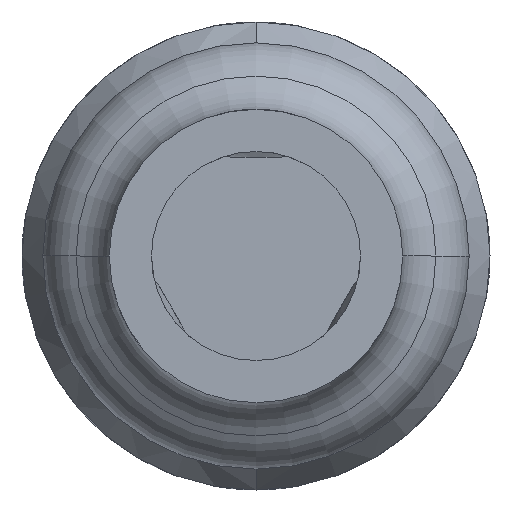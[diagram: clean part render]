
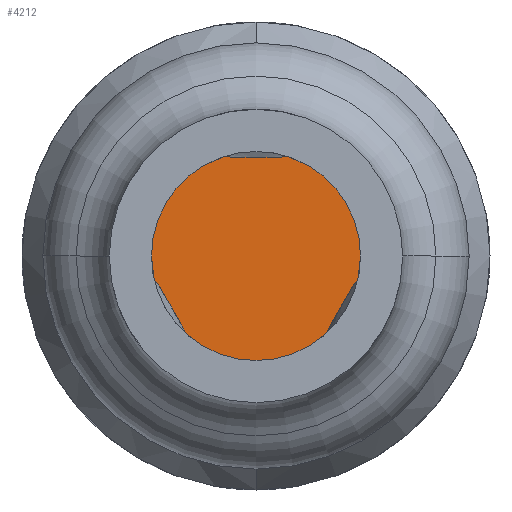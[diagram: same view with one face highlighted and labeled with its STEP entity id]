
A CAD part, front view. The second image highlights one B-rep face of the part: STEP entity #4212.
In plain terms, the highlighted planar face has unit normal (0, -1, 0).
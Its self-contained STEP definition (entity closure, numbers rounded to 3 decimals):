
#218 = CARTESIAN_POINT ( 'NONE',  ( -0.513, -24.7, 0. ) ) ;
#430 = VERTEX_POINT ( 'NONE', #218 ) ;
#664 = DIRECTION ( 'NONE',  ( -1., 0., 0. ) ) ;
#1080 = DIRECTION ( 'NONE',  ( 0., 1., 0. ) ) ;
#1139 = EDGE_CURVE ( 'Defeature ausgef�hrt1_31+Defeature ausgef�hrt1_73+Defeature ausgef�hrt1_73+Defeature ausgef�hrt1_73', #6824, #430, #5632, .T. ) ;
#1230 = CARTESIAN_POINT ( 'NONE',  ( 0.513, -24.7, 0. ) ) ;
#1250 = EDGE_CURVE ( 'Defeature ausgef�hrt1_31+Defeature ausgef�hrt1_73+Defeature ausgef�hrt1_73+Defeature ausgef�hrt1_73', #430, #6824, #5293, .T. ) ;
#1716 = DIRECTION ( 'NONE',  ( 0., 1., 0. ) ) ;
#2744 = CARTESIAN_POINT ( 'NONE',  ( 0., -24.7, 0. ) ) ;
#2804 = ORIENTED_EDGE ( 'NONE', *, *, #1250, .F. ) ;
#3123 = DIRECTION ( 'NONE',  ( 0., 1., 0. ) ) ;
#3343 = AXIS2_PLACEMENT_3D ( 'NONE', #2744, #1080, #4313 ) ;
#3431 = ORIENTED_EDGE ( 'NONE', *, *, #1139, .F. ) ;
#3922 = PLANE ( 'NONE',  #4298 ) ;
#4124 = AXIS2_PLACEMENT_3D ( 'NONE', #4633, #3123, #4686 ) ;
#4212 = ADVANCED_FACE ( 'Defeature ausgef�hrt1_73', ( #6222 ), #3922, .F. ) ;
#4298 = AXIS2_PLACEMENT_3D ( 'NONE', #5566, #1716, #664 ) ;
#4313 = DIRECTION ( 'NONE',  ( 1., 0., 0. ) ) ;
#4633 = CARTESIAN_POINT ( 'NONE',  ( 0., -24.7, 0. ) ) ;
#4686 = DIRECTION ( 'NONE',  ( 1., 0., 0. ) ) ;
#5063 = EDGE_LOOP ( 'NONE', ( #2804, #3431 ) ) ;
#5293 = CIRCLE ( 'NONE', #3343, 0.513 ) ;
#5566 = CARTESIAN_POINT ( 'NONE',  ( 0., -24.7, 0. ) ) ;
#5632 = CIRCLE ( 'NONE', #4124, 0.513 ) ;
#6222 = FACE_OUTER_BOUND ( 'NONE', #5063, .T. ) ;
#6824 = VERTEX_POINT ( 'NONE', #1230 ) ;
